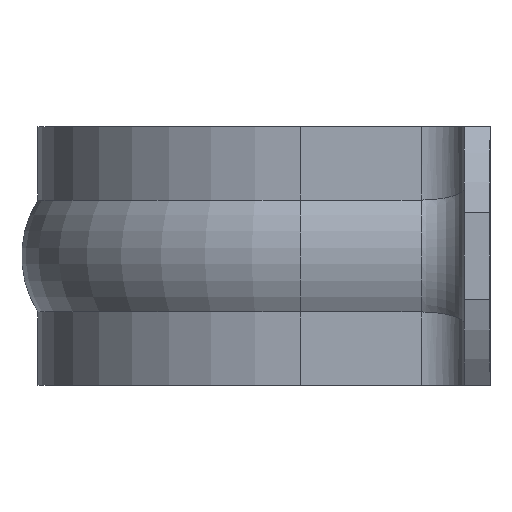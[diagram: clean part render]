
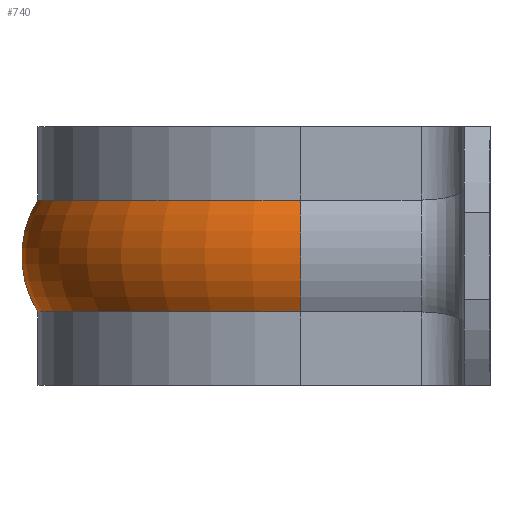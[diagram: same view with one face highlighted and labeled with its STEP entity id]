
A CAD part, left-side view. The second image highlights one B-rep face of the part: STEP entity #740.
In plain terms, the highlighted toroidal (fillet/blend) face has major radius 8.068 mm and minor radius 4.882 mm.
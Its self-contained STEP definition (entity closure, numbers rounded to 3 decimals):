
#21=TOROIDAL_SURFACE('',#847,8.068,4.882);
#80=FACE_OUTER_BOUND('',#125,.T.);
#125=EDGE_LOOP('',(#662,#663,#664,#665));
#137=CIRCLE('',#782,4.882);
#163=CIRCLE('',#833,4.882);
#166=CIRCLE('',#842,12.2);
#168=CIRCLE('',#846,12.2);
#307=VERTEX_POINT('',#1130);
#318=VERTEX_POINT('',#1156);
#351=VERTEX_POINT('',#1429);
#353=VERTEX_POINT('',#1435);
#389=EDGE_CURVE('',#318,#307,#137,.T.);
#452=EDGE_CURVE('',#353,#351,#163,.T.);
#461=EDGE_CURVE('',#318,#353,#166,.T.);
#463=EDGE_CURVE('',#307,#351,#168,.T.);
#662=ORIENTED_EDGE('',*,*,#389,.T.);
#663=ORIENTED_EDGE('',*,*,#463,.T.);
#664=ORIENTED_EDGE('',*,*,#452,.F.);
#665=ORIENTED_EDGE('',*,*,#461,.F.);
#740=ADVANCED_FACE('',(#80),#21,.T.);
#782=AXIS2_PLACEMENT_3D('',#1160,#903,#904);
#833=AXIS2_PLACEMENT_3D('',#1437,#1038,#1039);
#842=AXIS2_PLACEMENT_3D('',#1455,#1062,#1063);
#846=AXIS2_PLACEMENT_3D('',#1459,#1070,#1071);
#847=AXIS2_PLACEMENT_3D('',#1460,#1072,#1073);
#903=DIRECTION('center_axis',(0.,1.,0.));
#904=DIRECTION('ref_axis',(0.846,0.,-0.533));
#1038=DIRECTION('center_axis',(0.,-1.,0.));
#1039=DIRECTION('ref_axis',(-0.846,0.,-0.533));
#1062=DIRECTION('center_axis',(0.,0.,1.));
#1063=DIRECTION('ref_axis',(1.,0.,0.));
#1070=DIRECTION('center_axis',(0.,0.,1.));
#1071=DIRECTION('ref_axis',(1.,0.,0.));
#1072=DIRECTION('center_axis',(0.,0.,1.));
#1073=DIRECTION('ref_axis',(1.,0.,0.));
#1130=CARTESIAN_POINT('',(12.2,-12.2,-2.6));
#1156=CARTESIAN_POINT('',(12.2,-12.2,2.6));
#1160=CARTESIAN_POINT('Origin',(8.068,-12.2,0.));
#1429=CARTESIAN_POINT('',(-12.2,-12.2,-2.6));
#1435=CARTESIAN_POINT('',(-12.2,-12.2,2.6));
#1437=CARTESIAN_POINT('Origin',(-8.068,-12.2,0.));
#1455=CARTESIAN_POINT('Origin',(0.,-12.2,2.6));
#1459=CARTESIAN_POINT('Origin',(0.,-12.2,-2.6));
#1460=CARTESIAN_POINT('Origin',(0.,-12.2,0.));
